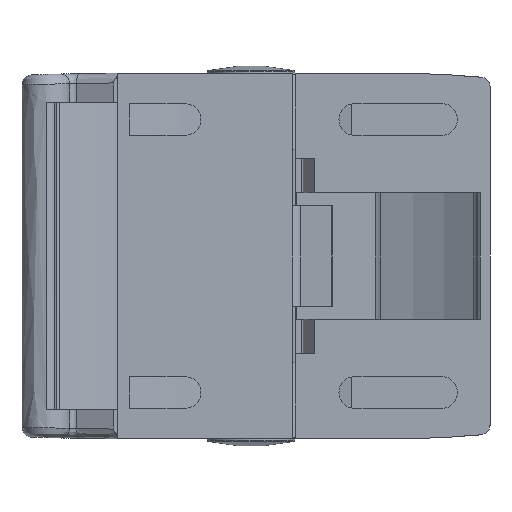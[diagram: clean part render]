
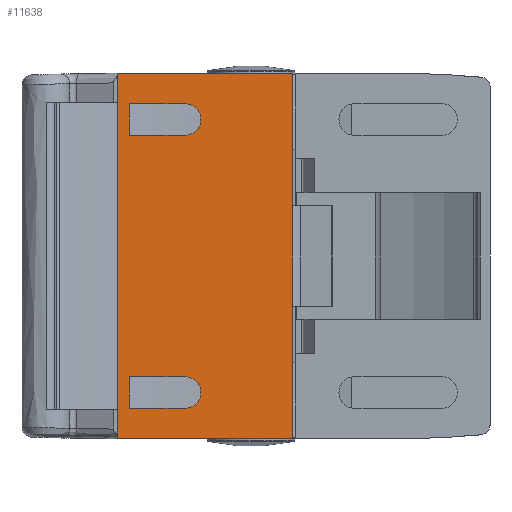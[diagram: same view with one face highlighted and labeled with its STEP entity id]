
A CAD part, front view. The second image highlights one B-rep face of the part: STEP entity #11638.
In plain terms, the highlighted face is planar.
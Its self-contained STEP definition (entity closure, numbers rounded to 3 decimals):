
#71 = EDGE_CURVE ( 'NONE', #2239, #16410, #372, .T. ) ;
#121 = CARTESIAN_POINT ( 'NONE',  ( 27.5, 22., 37.5 ) ) ;
#142 = CARTESIAN_POINT ( 'NONE',  ( 13.5, 22., 28. ) ) ;
#372 = LINE ( 'NONE', #10560, #4149 ) ;
#715 = ORIENTED_EDGE ( 'NONE', *, *, #71, .T. ) ;
#730 = ORIENTED_EDGE ( 'NONE', *, *, #12559, .T. ) ;
#798 = ORIENTED_EDGE ( 'NONE', *, *, #16474, .T. ) ;
#970 = CARTESIAN_POINT ( 'NONE',  ( 13.5, 22., -24.785 ) ) ;
#1007 = DIRECTION ( 'NONE',  ( -1., 0., 0. ) ) ;
#1054 = DIRECTION ( 'NONE',  ( 1., 0., 0. ) ) ;
#1134 = EDGE_CURVE ( 'NONE', #2699, #14494, #13868, .T. ) ;
#1261 = CARTESIAN_POINT ( 'NONE',  ( 24.965, 22., 24.785 ) ) ;
#1431 = CARTESIAN_POINT ( 'NONE',  ( 27.5, 22., 0. ) ) ;
#1523 = LINE ( 'NONE', #12978, #6847 ) ;
#1827 = CARTESIAN_POINT ( 'NONE',  ( -8.5, 22., -37.5 ) ) ;
#1865 = ORIENTED_EDGE ( 'NONE', *, *, #4489, .T. ) ;
#1908 = VECTOR ( 'NONE', #15915, 1000. ) ;
#2239 = VERTEX_POINT ( 'NONE', #10669 ) ;
#2347 = ORIENTED_EDGE ( 'NONE', *, *, #8121, .T. ) ;
#2487 = ORIENTED_EDGE ( 'NONE', *, *, #7858, .F. ) ;
#2699 = VERTEX_POINT ( 'NONE', #1261 ) ;
#2759 = ORIENTED_EDGE ( 'NONE', *, *, #13336, .T. ) ;
#2788 = ORIENTED_EDGE ( 'NONE', *, *, #1134, .T. ) ;
#2909 = VECTOR ( 'NONE', #1007, 1000. ) ;
#2989 = LINE ( 'NONE', #9810, #10749 ) ;
#3433 = EDGE_CURVE ( 'NONE', #9473, #2699, #11400, .T. ) ;
#3444 = CARTESIAN_POINT ( 'NONE',  ( -8.2, 22., -37.5 ) ) ;
#3881 = VERTEX_POINT ( 'NONE', #11204 ) ;
#4149 = VECTOR ( 'NONE', #16183, 1000. ) ;
#4199 = CIRCLE ( 'NONE', #9507, 3.215 ) ;
#4232 = VERTEX_POINT ( 'NONE', #3444 ) ;
#4295 = DIRECTION ( 'NONE',  ( 0., 0., -1. ) ) ;
#4489 = EDGE_CURVE ( 'NONE', #16410, #6986, #9551, .T. ) ;
#4655 = CARTESIAN_POINT ( 'NONE',  ( -8.2, 22., 37.2 ) ) ;
#4768 = CARTESIAN_POINT ( 'NONE',  ( 24.965, 22., -31.215 ) ) ;
#4951 = CARTESIAN_POINT ( 'NONE',  ( 24.965, 22., 31.215 ) ) ;
#5007 = CARTESIAN_POINT ( 'NONE',  ( -8.5, 22., 37.2 ) ) ;
#5160 = VECTOR ( 'NONE', #9569, 1000. ) ;
#5238 = PLANE ( 'NONE',  #13673 ) ;
#5456 = ORIENTED_EDGE ( 'NONE', *, *, #7043, .T. ) ;
#5843 = EDGE_LOOP ( 'NONE', ( #16547, #2788, #14062, #2347 ) ) ;
#5869 = ORIENTED_EDGE ( 'NONE', *, *, #13935, .T. ) ;
#6182 = LINE ( 'NONE', #13428, #14195 ) ;
#6549 = DIRECTION ( 'NONE',  ( 0., 1., 0. ) ) ;
#6594 = EDGE_CURVE ( 'NONE', #2239, #11651, #17876, .T. ) ;
#6847 = VECTOR ( 'NONE', #11556, 1000. ) ;
#6869 = CARTESIAN_POINT ( 'NONE',  ( -8.5, 22., 24.785 ) ) ;
#6986 = VERTEX_POINT ( 'NONE', #18359 ) ;
#7043 = EDGE_CURVE ( 'NONE', #16431, #12271, #2989, .T. ) ;
#7337 = FACE_OUTER_BOUND ( 'NONE', #14745, .T. ) ;
#7858 = EDGE_CURVE ( 'NONE', #16512, #4232, #12258, .T. ) ;
#8121 = EDGE_CURVE ( 'NONE', #13851, #9473, #9346, .T. ) ;
#8124 = DIRECTION ( 'NONE',  ( 0., 0., 1. ) ) ;
#8296 = CARTESIAN_POINT ( 'NONE',  ( -8.5, 22., -24.785 ) ) ;
#8861 = FACE_BOUND ( 'NONE', #10499, .T. ) ;
#9346 = CIRCLE ( 'NONE', #10056, 3.215 ) ;
#9459 = EDGE_CURVE ( 'NONE', #14494, #13851, #10216, .T. ) ;
#9473 = VERTEX_POINT ( 'NONE', #18020 ) ;
#9507 = AXIS2_PLACEMENT_3D ( 'NONE', #13913, #16626, #8124 ) ;
#9551 = LINE ( 'NONE', #1431, #13550 ) ;
#9569 = DIRECTION ( 'NONE',  ( 1., 0., 0. ) ) ;
#9810 = CARTESIAN_POINT ( 'NONE',  ( -8.5, 22., -31.215 ) ) ;
#9880 = DIRECTION ( 'NONE',  ( 1., 0., 0. ) ) ;
#9965 = ORIENTED_EDGE ( 'NONE', *, *, #6594, .F. ) ;
#10056 = AXIS2_PLACEMENT_3D ( 'NONE', #142, #15750, #4295 ) ;
#10216 = LINE ( 'NONE', #12358, #2909 ) ;
#10499 = EDGE_LOOP ( 'NONE', ( #5456, #730, #2759, #12260 ) ) ;
#10560 = CARTESIAN_POINT ( 'NONE',  ( -8.5, 22., 37.5 ) ) ;
#10669 = CARTESIAN_POINT ( 'NONE',  ( -8.2, 22., 37.5 ) ) ;
#10749 = VECTOR ( 'NONE', #9880, 1000. ) ;
#10773 = CARTESIAN_POINT ( 'NONE',  ( -8.5, 22., -37.2 ) ) ;
#10925 = CARTESIAN_POINT ( 'NONE',  ( 24.965, 22., 0. ) ) ;
#10928 = VERTEX_POINT ( 'NONE', #970 ) ;
#11103 = FACE_BOUND ( 'NONE', #5843, .T. ) ;
#11204 = CARTESIAN_POINT ( 'NONE',  ( 24.965, 22., -24.785 ) ) ;
#11245 = DIRECTION ( 'NONE',  ( -1., 0., 0. ) ) ;
#11400 = LINE ( 'NONE', #6869, #5160 ) ;
#11556 = DIRECTION ( 'NONE',  ( 0., 0., 1. ) ) ;
#11638 = ADVANCED_FACE ( 'NONE', ( #11103, #8861, #7337 ), #5238, .T. ) ;
#11651 = VERTEX_POINT ( 'NONE', #5007 ) ;
#12258 = CIRCLE ( 'NONE', #17686, 0.3 ) ;
#12260 = ORIENTED_EDGE ( 'NONE', *, *, #12774, .T. ) ;
#12271 = VERTEX_POINT ( 'NONE', #4768 ) ;
#12312 = DIRECTION ( 'NONE',  ( 0., 0., 1. ) ) ;
#12358 = CARTESIAN_POINT ( 'NONE',  ( -8.5, 22., 31.215 ) ) ;
#12408 = AXIS2_PLACEMENT_3D ( 'NONE', #4655, #17637, #17514 ) ;
#12559 = EDGE_CURVE ( 'NONE', #12271, #3881, #6182, .T. ) ;
#12774 = EDGE_CURVE ( 'NONE', #10928, #16431, #4199, .T. ) ;
#12865 = VECTOR ( 'NONE', #11245, 1000. ) ;
#12978 = CARTESIAN_POINT ( 'NONE',  ( -8.5, 22., 0. ) ) ;
#13336 = EDGE_CURVE ( 'NONE', #3881, #10928, #14406, .T. ) ;
#13428 = CARTESIAN_POINT ( 'NONE',  ( 24.965, 22., 0. ) ) ;
#13550 = VECTOR ( 'NONE', #14271, 1000. ) ;
#13673 = AXIS2_PLACEMENT_3D ( 'NONE', #14976, #6549, #12312 ) ;
#13851 = VERTEX_POINT ( 'NONE', #16206 ) ;
#13868 = LINE ( 'NONE', #10925, #16756 ) ;
#13913 = CARTESIAN_POINT ( 'NONE',  ( 13.5, 22., -28. ) ) ;
#13935 = EDGE_CURVE ( 'NONE', #16512, #11651, #1523, .T. ) ;
#14062 = ORIENTED_EDGE ( 'NONE', *, *, #9459, .T. ) ;
#14195 = VECTOR ( 'NONE', #16519, 1000. ) ;
#14271 = DIRECTION ( 'NONE',  ( 0., 0., -1. ) ) ;
#14406 = LINE ( 'NONE', #8296, #12865 ) ;
#14494 = VERTEX_POINT ( 'NONE', #4951 ) ;
#14745 = EDGE_LOOP ( 'NONE', ( #2487, #5869, #9965, #715, #1865, #798 ) ) ;
#14976 = CARTESIAN_POINT ( 'NONE',  ( -8.5, 22., 0. ) ) ;
#15306 = CARTESIAN_POINT ( 'NONE',  ( -8.2, 22., -37.2 ) ) ;
#15750 = DIRECTION ( 'NONE',  ( 0., -1., 0. ) ) ;
#15915 = DIRECTION ( 'NONE',  ( -1., 0., 0. ) ) ;
#16183 = DIRECTION ( 'NONE',  ( 1., 0., 0. ) ) ;
#16206 = CARTESIAN_POINT ( 'NONE',  ( 13.5, 22., 31.215 ) ) ;
#16410 = VERTEX_POINT ( 'NONE', #121 ) ;
#16431 = VERTEX_POINT ( 'NONE', #17179 ) ;
#16474 = EDGE_CURVE ( 'NONE', #6986, #4232, #16560, .T. ) ;
#16512 = VERTEX_POINT ( 'NONE', #10773 ) ;
#16519 = DIRECTION ( 'NONE',  ( 0., 0., 1. ) ) ;
#16547 = ORIENTED_EDGE ( 'NONE', *, *, #3433, .T. ) ;
#16560 = LINE ( 'NONE', #1827, #1908 ) ;
#16626 = DIRECTION ( 'NONE',  ( 0., -1., 0. ) ) ;
#16756 = VECTOR ( 'NONE', #17946, 1000. ) ;
#17179 = CARTESIAN_POINT ( 'NONE',  ( 13.5, 22., -31.215 ) ) ;
#17514 = DIRECTION ( 'NONE',  ( 0., 0., 1. ) ) ;
#17637 = DIRECTION ( 'NONE',  ( 0., -1., 0. ) ) ;
#17686 = AXIS2_PLACEMENT_3D ( 'NONE', #15306, #18140, #1054 ) ;
#17876 = CIRCLE ( 'NONE', #12408, 0.3 ) ;
#17946 = DIRECTION ( 'NONE',  ( 0., 0., 1. ) ) ;
#18020 = CARTESIAN_POINT ( 'NONE',  ( 13.5, 22., 24.785 ) ) ;
#18140 = DIRECTION ( 'NONE',  ( 0., -1., 0. ) ) ;
#18359 = CARTESIAN_POINT ( 'NONE',  ( 27.5, 22., -37.5 ) ) ;
